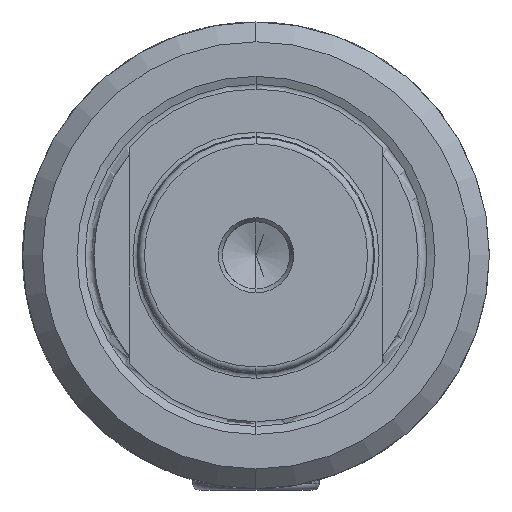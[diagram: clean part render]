
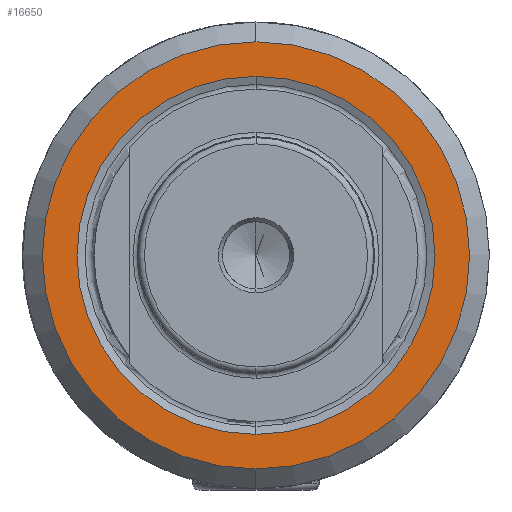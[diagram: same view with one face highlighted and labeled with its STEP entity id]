
A CAD part, left-side view. The second image highlights one B-rep face of the part: STEP entity #16650.
In plain terms, the highlighted planar face has unit normal (-1, 0, 0).
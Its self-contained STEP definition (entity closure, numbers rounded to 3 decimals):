
#843 = CIRCLE ( 'NONE', #5584, 27. ) ;
#1717 = CARTESIAN_POINT ( 'NONE',  ( -111., 0., 0. ) ) ;
#1894 = DIRECTION ( 'NONE',  ( 0., 0., 1. ) ) ;
#2803 = AXIS2_PLACEMENT_3D ( 'NONE', #3268, #21800, #9631 ) ;
#3179 = VERTEX_POINT ( 'NONE', #17013 ) ;
#3268 = CARTESIAN_POINT ( 'NONE',  ( -111., 0., 0. ) ) ;
#5008 = DIRECTION ( 'NONE',  ( 1., 0., 0. ) ) ;
#5416 = VERTEX_POINT ( 'NONE', #7466 ) ;
#5584 = AXIS2_PLACEMENT_3D ( 'NONE', #18676, #6229, #1894 ) ;
#6229 = DIRECTION ( 'NONE',  ( -1., 0., 0. ) ) ;
#7466 = CARTESIAN_POINT ( 'NONE',  ( -111., 0., 22.632 ) ) ;
#8930 = DIRECTION ( 'NONE',  ( -1., 0., 0. ) ) ;
#9156 = AXIS2_PLACEMENT_3D ( 'NONE', #1717, #16260, #18390 ) ;
#9631 = DIRECTION ( 'NONE',  ( 0., 0., 1. ) ) ;
#9646 = FACE_BOUND ( 'NONE', #13383, .T. ) ;
#10466 = ORIENTED_EDGE ( 'NONE', *, *, #10520, .T. ) ;
#10520 = EDGE_CURVE ( 'NONE', #21864, #3179, #843, .T. ) ;
#10894 = VERTEX_POINT ( 'NONE', #16699 ) ;
#11193 = PLANE ( 'NONE',  #21648 ) ;
#11285 = DIRECTION ( 'NONE',  ( 0., 0., -1. ) ) ;
#13116 = CARTESIAN_POINT ( 'NONE',  ( -111., 22.632, 0. ) ) ;
#13383 = EDGE_LOOP ( 'NONE', ( #23686, #13458 ) ) ;
#13458 = ORIENTED_EDGE ( 'NONE', *, *, #15063, .F. ) ;
#14442 = CIRCLE ( 'NONE', #20233, 27. ) ;
#15063 = EDGE_CURVE ( 'NONE', #10894, #5416, #18167, .T. ) ;
#16260 = DIRECTION ( 'NONE',  ( -1., 0., 0. ) ) ;
#16650 = ADVANCED_FACE ( 'NONE', ( #9646, #26534 ), #11193, .F. ) ;
#16699 = CARTESIAN_POINT ( 'NONE',  ( -111., 0., -22.632 ) ) ;
#17013 = CARTESIAN_POINT ( 'NONE',  ( -111., 0., -27. ) ) ;
#17340 = DIRECTION ( 'NONE',  ( 0., 0., 1. ) ) ;
#17514 = EDGE_LOOP ( 'NONE', ( #22251, #10466 ) ) ;
#18167 = CIRCLE ( 'NONE', #2803, 22.632 ) ;
#18390 = DIRECTION ( 'NONE',  ( 0., 0., 1. ) ) ;
#18676 = CARTESIAN_POINT ( 'NONE',  ( -111., 0., 0. ) ) ;
#20233 = AXIS2_PLACEMENT_3D ( 'NONE', #23748, #8930, #17340 ) ;
#20316 = EDGE_CURVE ( 'NONE', #3179, #21864, #14442, .T. ) ;
#21648 = AXIS2_PLACEMENT_3D ( 'NONE', #13116, #5008, #11285 ) ;
#21800 = DIRECTION ( 'NONE',  ( -1., 0., 0. ) ) ;
#21864 = VERTEX_POINT ( 'NONE', #25985 ) ;
#22005 = CIRCLE ( 'NONE', #9156, 22.632 ) ;
#22251 = ORIENTED_EDGE ( 'NONE', *, *, #20316, .T. ) ;
#23686 = ORIENTED_EDGE ( 'NONE', *, *, #24910, .F. ) ;
#23748 = CARTESIAN_POINT ( 'NONE',  ( -111., 0., 0. ) ) ;
#24910 = EDGE_CURVE ( 'NONE', #5416, #10894, #22005, .T. ) ;
#25985 = CARTESIAN_POINT ( 'NONE',  ( -111., 0., 27. ) ) ;
#26534 = FACE_OUTER_BOUND ( 'NONE', #17514, .T. ) ;
